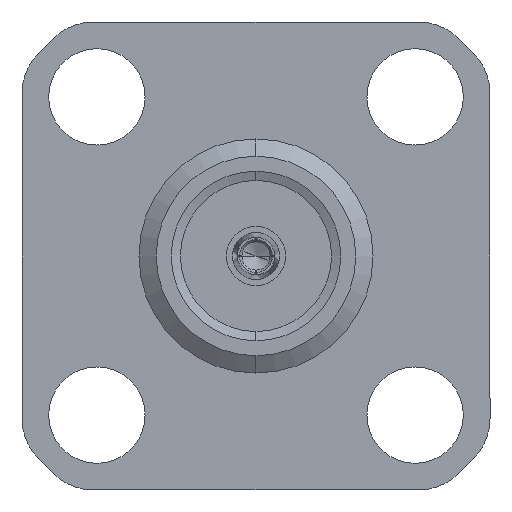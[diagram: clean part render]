
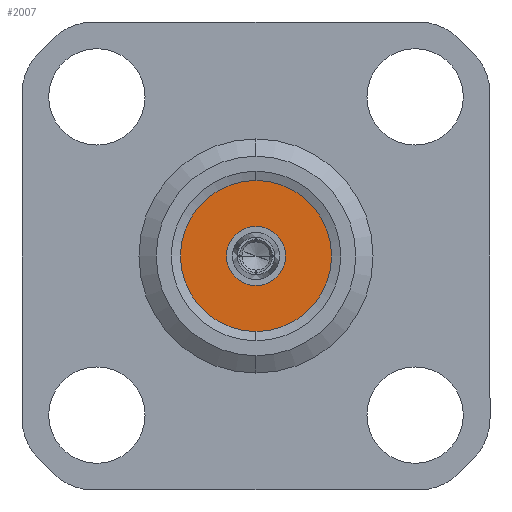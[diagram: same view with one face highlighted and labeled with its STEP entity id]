
A CAD part, left-side view. The second image highlights one B-rep face of the part: STEP entity #2007.
In plain terms, the highlighted planar face has unit normal (-1, 0, 0).
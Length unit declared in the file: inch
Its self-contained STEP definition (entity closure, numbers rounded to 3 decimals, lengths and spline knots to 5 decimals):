
#394 = DIRECTION ( 'NONE',  ( 0., 0., -1. ) ) ;
#885 = DIRECTION ( 'NONE',  ( 1., 0., 0. ) ) ;
#899 = EDGE_LOOP ( 'NONE', ( #2536, #1470 ) ) ;
#1017 = CARTESIAN_POINT ( 'NONE',  ( 2.58653, 0., 0.18042 ) ) ;
#1442 = CARTESIAN_POINT ( 'NONE',  ( 2.58653, 0., 0.34184 ) ) ;
#1470 = ORIENTED_EDGE ( 'NONE', *, *, #3583, .F. ) ;
#1519 = DIRECTION ( 'NONE',  ( 1., 0., 0. ) ) ;
#1910 = DIRECTION ( 'NONE',  ( 0., 0., -1. ) ) ;
#1914 = VERTEX_POINT ( 'NONE', #1017 ) ;
#1947 = CARTESIAN_POINT ( 'NONE',  ( 2.58653, 0., 0.26113 ) ) ;
#2007 = ADVANCED_FACE ( 'NONE', ( #3025 ), #4523, .F. ) ;
#2090 = EDGE_CURVE ( 'NONE', #1914, #2795, #3200, .T. ) ;
#2536 = ORIENTED_EDGE ( 'NONE', *, *, #2090, .F. ) ;
#2675 = DIRECTION ( 'NONE',  ( 1., 0., 0. ) ) ;
#2750 = AXIS2_PLACEMENT_3D ( 'NONE', #3779, #1519, #1910 ) ;
#2795 = VERTEX_POINT ( 'NONE', #1442 ) ;
#3025 = FACE_OUTER_BOUND ( 'NONE', #899, .T. ) ;
#3052 = CIRCLE ( 'NONE', #4210, 0.08071 ) ;
#3200 = CIRCLE ( 'NONE', #2750, 0.08071 ) ;
#3380 = DIRECTION ( 'NONE',  ( 0., 0., -1. ) ) ;
#3583 = EDGE_CURVE ( 'NONE', #2795, #1914, #3052, .T. ) ;
#3587 = AXIS2_PLACEMENT_3D ( 'NONE', #3684, #2675, #394 ) ;
#3684 = CARTESIAN_POINT ( 'NONE',  ( 2.58653, 0., 0.18042 ) ) ;
#3779 = CARTESIAN_POINT ( 'NONE',  ( 2.58653, 0., 0.26113 ) ) ;
#4210 = AXIS2_PLACEMENT_3D ( 'NONE', #1947, #885, #3380 ) ;
#4523 = PLANE ( 'NONE',  #3587 ) ;
